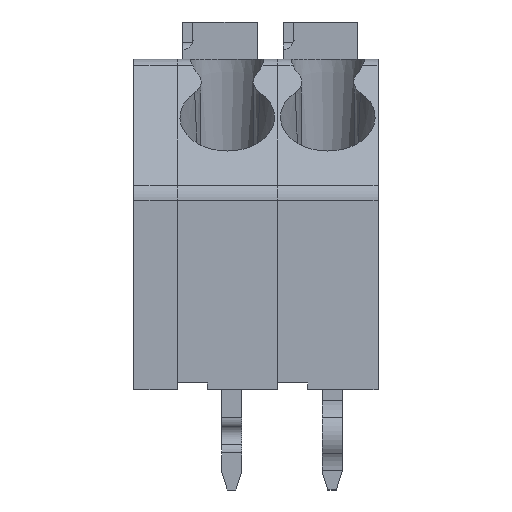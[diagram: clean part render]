
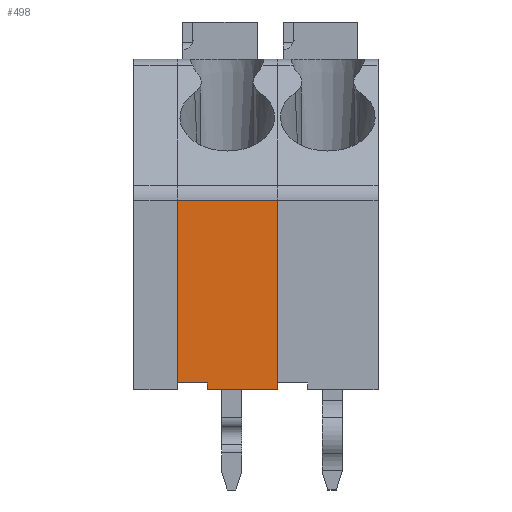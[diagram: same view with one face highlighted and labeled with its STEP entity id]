
A CAD part, front view. The second image highlights one B-rep face of the part: STEP entity #498.
In plain terms, the highlighted planar face has unit normal (0, -1, 0).
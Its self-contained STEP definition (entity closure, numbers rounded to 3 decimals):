
#498 = ADVANCED_FACE( '', ( #1074 ), #1075, .T. );
#1074 = FACE_OUTER_BOUND( '', #1780, .T. );
#1075 = PLANE( '', #1781 );
#1780 = EDGE_LOOP( '', ( #3010, #3011, #3012, #3013, #3014, #3015 ) );
#1781 = AXIS2_PLACEMENT_3D( '', #3016, #3017, #3018 );
#3010 = ORIENTED_EDGE( '', *, *, #4689, .T. );
#3011 = ORIENTED_EDGE( '', *, *, #4690, .F. );
#3012 = ORIENTED_EDGE( '', *, *, #4691, .T. );
#3013 = ORIENTED_EDGE( '', *, *, #4630, .T. );
#3014 = ORIENTED_EDGE( '', *, *, #4568, .F. );
#3015 = ORIENTED_EDGE( '', *, *, #4692, .F. );
#3016 = CARTESIAN_POINT( '', ( 1.75, -6., -4.75 ) );
#3017 = DIRECTION( '', ( 0., -1., 0. ) );
#3018 = DIRECTION( '', ( 0., 0., -1. ) );
#4568 = EDGE_CURVE( '', #5449, #5451, #5452, .T. );
#4630 = EDGE_CURVE( '', #5554, #5451, #5557, .T. );
#4689 = EDGE_CURVE( '', #5655, #5656, #5657, .T. );
#4690 = EDGE_CURVE( '', #5658, #5656, #5659, .T. );
#4691 = EDGE_CURVE( '', #5658, #5554, #5660, .T. );
#4692 = EDGE_CURVE( '', #5655, #5449, #5661, .T. );
#5449 = VERTEX_POINT( '', #6721 );
#5451 = VERTEX_POINT( '', #6724 );
#5452 = LINE( '', #6725, #6726 );
#5554 = VERTEX_POINT( '', #6869 );
#5557 = LINE( '', #6873, #6874 );
#5655 = VERTEX_POINT( '', #7018 );
#5656 = VERTEX_POINT( '', #7019 );
#5657 = LINE( '', #7020, #7021 );
#5658 = VERTEX_POINT( '', #7022 );
#5659 = LINE( '', #7023, #7024 );
#5660 = LINE( '', #7025, #7026 );
#5661 = LINE( '', #7027, #7028 );
#6721 = CARTESIAN_POINT( '', ( -1.75, -6., -4.52 ) );
#6724 = CARTESIAN_POINT( '', ( -1.75, -6., 1.844 ) );
#6725 = CARTESIAN_POINT( '', ( -1.75, -6., -4.75 ) );
#6726 = VECTOR( '', #8212, 1000. );
#6869 = CARTESIAN_POINT( '', ( 1.75, -6., 1.844 ) );
#6873 = CARTESIAN_POINT( '', ( 1.75, -6., 1.844 ) );
#6874 = VECTOR( '', #8291, 1000. );
#7018 = CARTESIAN_POINT( '', ( -0.7, -6., -4.52 ) );
#7019 = CARTESIAN_POINT( '', ( -0.7, -6., -4.75 ) );
#7020 = CARTESIAN_POINT( '', ( -0.7, -6., -4.52 ) );
#7021 = VECTOR( '', #8348, 1000. );
#7022 = CARTESIAN_POINT( '', ( 1.75, -6., -4.75 ) );
#7023 = CARTESIAN_POINT( '', ( 1.75, -6., -4.75 ) );
#7024 = VECTOR( '', #8349, 1000. );
#7025 = CARTESIAN_POINT( '', ( 1.75, -6., -4.75 ) );
#7026 = VECTOR( '', #8350, 1000. );
#7027 = CARTESIAN_POINT( '', ( -0.7, -6., -4.52 ) );
#7028 = VECTOR( '', #8351, 1000. );
#8212 = DIRECTION( '', ( 0., 0., 1. ) );
#8291 = DIRECTION( '', ( -1., 0., 0. ) );
#8348 = DIRECTION( '', ( 0., 0., -1. ) );
#8349 = DIRECTION( '', ( -1., 0., 0. ) );
#8350 = DIRECTION( '', ( 0., 0., 1. ) );
#8351 = DIRECTION( '', ( -1., 0., 0. ) );
